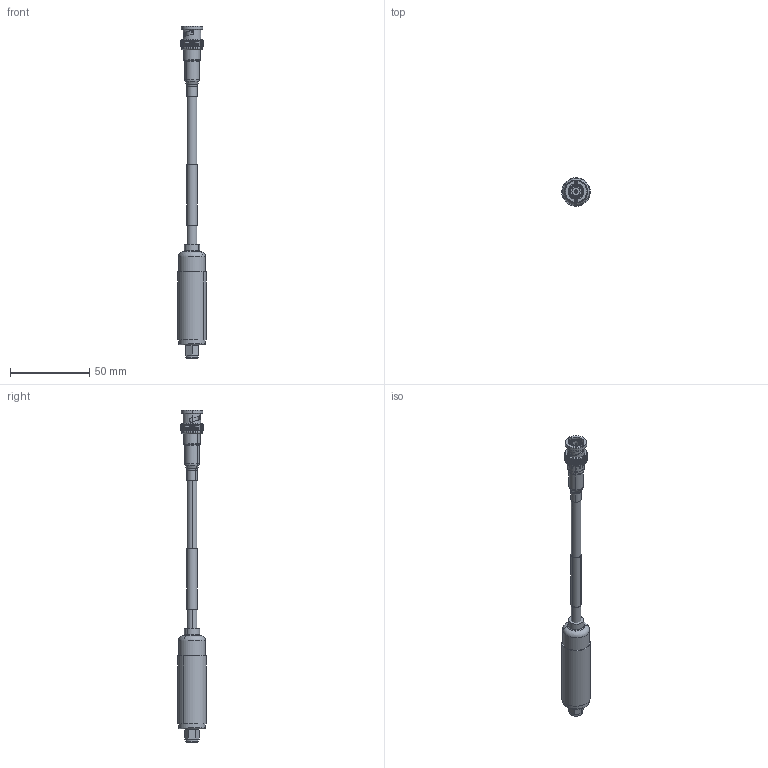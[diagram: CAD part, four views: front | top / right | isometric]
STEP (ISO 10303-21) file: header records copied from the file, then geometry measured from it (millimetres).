
FILE_DESCRIPTION (( 'STEP AP214' ), '1' );
FILE_NAME ('FMC00945-WP_3D.step', '2024-11-14T23:30:40', ( '' ), ( '' ), 'SwSTEP 2.0', 'SolidWorks 2022', '' );
FILE_SCHEMA (( 'AUTOMOTIVE_DESIGN' ));
Length unit declared in the file: inch
Products named in the file (14): PECB008; HeatShrink_EZ-240-TM-X; TC-240-BM-X; FMC00945-WP_3D; TC-240-BM-X_insulator; TC-240-SM-SS-X; TC-240-BM-X_c-contact; LMR-240_默认; TC-240-BM-X_ferrule; TC-240-SM-SS-X_c-contact; TC-240-BM-X_body_with flange; TC-240-SM-SS-X_body; TC-240-SM-SS-X_ferrule; 1AW01-003_.242" ID X 1.50
Assembly tree (13 placements, depth 3):
  FMC00945-WP_3D
    1AW01-003_.242" ID X 1.50
    LMR-240_默认
    TC-240-SM-SS-X
      TC-240-SM-SS-X_body
      TC-240-SM-SS-X_c-contact
      TC-240-SM-SS-X_ferrule
    HeatShrink_EZ-240-TM-X
    TC-240-BM-X
      TC-240-BM-X_body_with flange
      TC-240-BM-X_c-contact
      TC-240-BM-X_insulator
      TC-240-BM-X_ferrule
    PECB008
Bounding box: 17.95 x 17.95 x 209.22 mm (x, y, z)
Volume: 21820 mm3; surface area: 15715 mm2
Topology: 11 solids, 12 shells, 638 faces, 1574 edges, 988 vertices
Faces by surface type: cylinder 256, plane 238, cone 108, torus 24, bspline 8, sphere 4
Entity records: 21640 total; most frequent: CARTESIAN_POINT 6120, ORIENTED_EDGE 3140, DIRECTION 2768, EDGE_CURVE 1570, AXIS2_PLACEMENT_3D 1098, VERTEX_POINT 988, EDGE_LOOP 686, FACE_OUTER_BOUND 638
